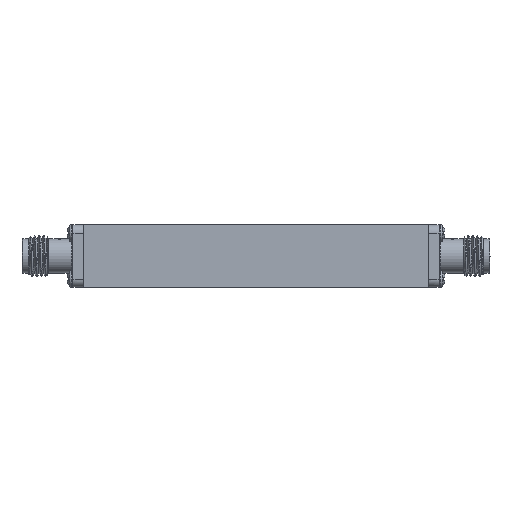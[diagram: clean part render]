
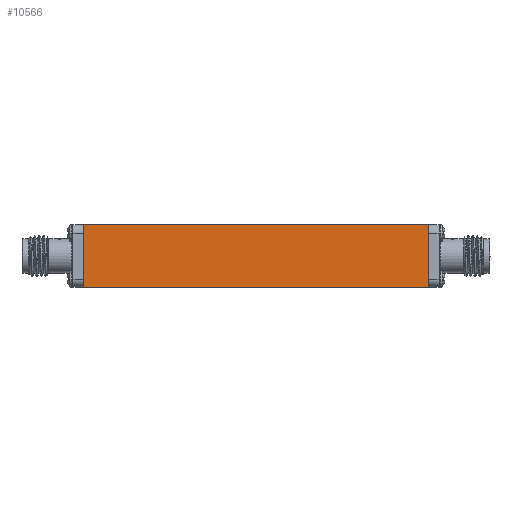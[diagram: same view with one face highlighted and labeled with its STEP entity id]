
A CAD part, front view. The second image highlights one B-rep face of the part: STEP entity #10566.
In plain terms, the highlighted planar face has unit normal (0, -1, 0).
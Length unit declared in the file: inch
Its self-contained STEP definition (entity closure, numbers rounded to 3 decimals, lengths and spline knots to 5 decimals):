
#2021 = VECTOR ( 'NONE', #11382, 39.37008 ) ;
#2095 = ORIENTED_EDGE ( 'NONE', *, *, #36090, .T. ) ;
#2203 = EDGE_CURVE ( 'NONE', #38744, #45594, #52132, .T. ) ;
#2994 = DIRECTION ( 'NONE',  ( 0., 0., -1. ) ) ;
#6870 = CARTESIAN_POINT ( 'NONE',  ( -1.05, -0.3, 0.19 ) ) ;
#10290 = ORIENTED_EDGE ( 'NONE', *, *, #33487, .F. ) ;
#10566 = ADVANCED_FACE ( 'NONE', ( #54216 ), #35117, .F. ) ;
#11382 = DIRECTION ( 'NONE',  ( 1., 0., 0. ) ) ;
#13309 = CARTESIAN_POINT ( 'NONE',  ( -1.05, -0.3, -0.19 ) ) ;
#13838 = LINE ( 'NONE', #54962, #52230 ) ;
#17880 = CARTESIAN_POINT ( 'NONE',  ( 1.05, -0.3, 0.19 ) ) ;
#19937 = VERTEX_POINT ( 'NONE', #13309 ) ;
#20289 = DIRECTION ( 'NONE',  ( 0., 1., 0. ) ) ;
#20446 = LINE ( 'NONE', #49348, #2021 ) ;
#21502 = VERTEX_POINT ( 'NONE', #54287 ) ;
#27054 = ORIENTED_EDGE ( 'NONE', *, *, #56890, .T. ) ;
#27572 = LINE ( 'NONE', #39006, #49757 ) ;
#30151 = ORIENTED_EDGE ( 'NONE', *, *, #2203, .F. ) ;
#32259 = EDGE_LOOP ( 'NONE', ( #2095, #10290, #30151, #27054 ) ) ;
#32578 = CARTESIAN_POINT ( 'NONE',  ( -1.05, -0.3, 0.19 ) ) ;
#33487 = EDGE_CURVE ( 'NONE', #45594, #21502, #27572, .T. ) ;
#35117 = PLANE ( 'NONE',  #56812 ) ;
#35632 = CARTESIAN_POINT ( 'NONE',  ( -1.05, -0.3, 0.19 ) ) ;
#36090 = EDGE_CURVE ( 'NONE', #19937, #21502, #20446, .T. ) ;
#36216 = DIRECTION ( 'NONE',  ( 1., 0., 0. ) ) ;
#38744 = VERTEX_POINT ( 'NONE', #32578 ) ;
#38839 = VECTOR ( 'NONE', #36216, 39.37008 ) ;
#39006 = CARTESIAN_POINT ( 'NONE',  ( 1.05, -0.3, 0.19 ) ) ;
#39873 = DIRECTION ( 'NONE',  ( 0., 0., 1. ) ) ;
#45594 = VERTEX_POINT ( 'NONE', #17880 ) ;
#48326 = DIRECTION ( 'NONE',  ( 0., 0., -1. ) ) ;
#49348 = CARTESIAN_POINT ( 'NONE',  ( -1.05, -0.3, -0.19 ) ) ;
#49757 = VECTOR ( 'NONE', #48326, 39.37008 ) ;
#52132 = LINE ( 'NONE', #35632, #38839 ) ;
#52230 = VECTOR ( 'NONE', #2994, 39.37008 ) ;
#54216 = FACE_OUTER_BOUND ( 'NONE', #32259, .T. ) ;
#54287 = CARTESIAN_POINT ( 'NONE',  ( 1.05, -0.3, -0.19 ) ) ;
#54962 = CARTESIAN_POINT ( 'NONE',  ( -1.05, -0.3, 0.19 ) ) ;
#56812 = AXIS2_PLACEMENT_3D ( 'NONE', #6870, #20289, #39873 ) ;
#56890 = EDGE_CURVE ( 'NONE', #38744, #19937, #13838, .T. ) ;
